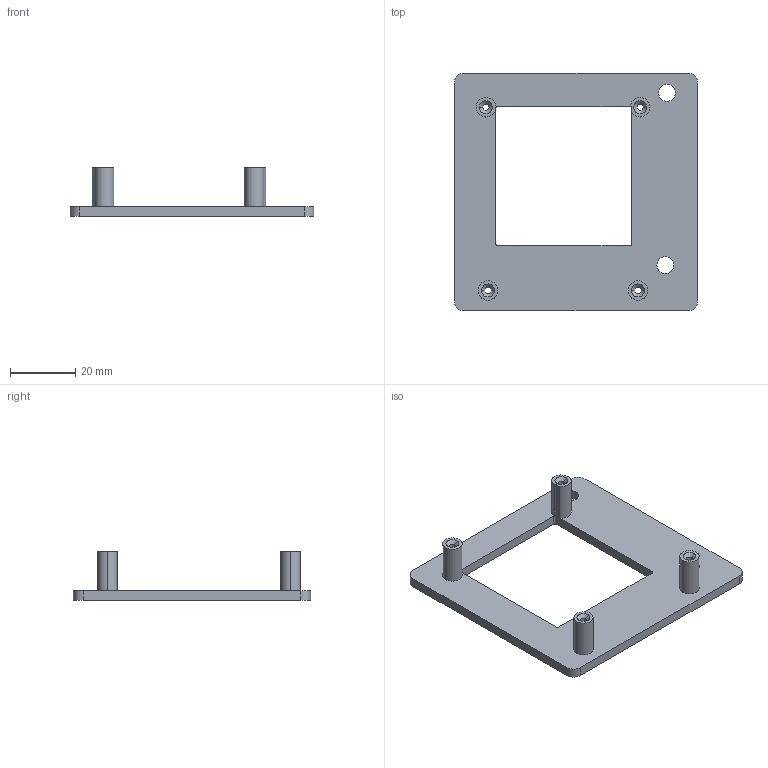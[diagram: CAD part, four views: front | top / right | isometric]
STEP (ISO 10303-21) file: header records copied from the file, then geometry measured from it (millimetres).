
FILE_DESCRIPTION (( 'STEP AP214' ), '1' );
FILE_NAME ('OAK-FFC-6P adapter_20230522.STEP', '2023-05-23T02:55:48', ( '' ), ( '' ), 'SwSTEP 2.0', 'SolidWorks 2022', '' );
FILE_SCHEMA (( 'AUTOMOTIVE_DESIGN' ));
Length unit declared in the file: millimetre
Products named in the file (1): OAK-FFC-6P adapter_20230522
Bounding box: 75 x 73 x 15 mm (x, y, z)
Volume: 12053.9 mm3; surface area: 9996.3 mm2
Topology: 1 solids, 1 shells, 49 faces, 124 edges, 80 vertices
Faces by surface type: cylinder 27, plane 14, cone 8
Entity records: 1559 total; most frequent: DIRECTION 287, CARTESIAN_POINT 254, ORIENTED_EDGE 248, EDGE_CURVE 124, AXIS2_PLACEMENT_3D 113, VERTEX_POINT 80, EDGE_LOOP 66, CIRCLE 63
